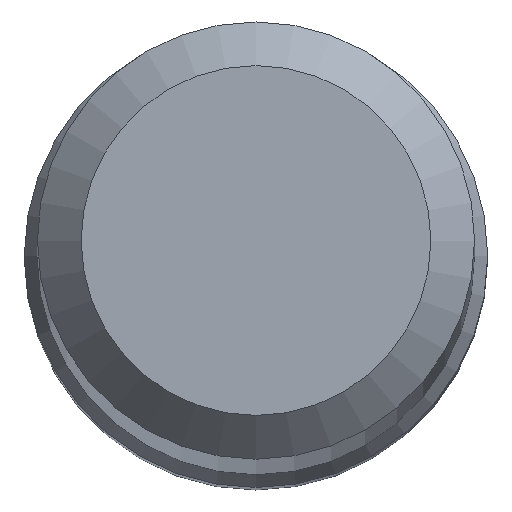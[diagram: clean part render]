
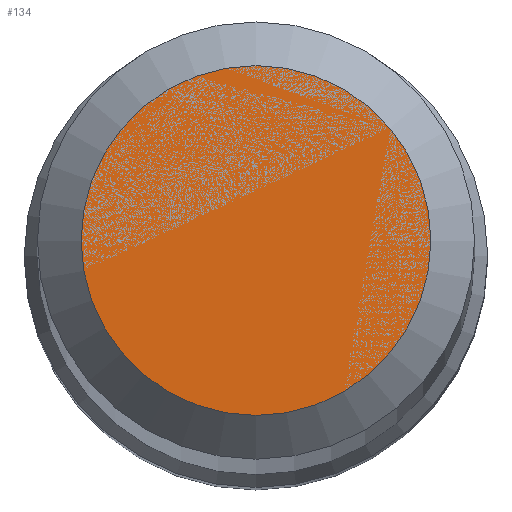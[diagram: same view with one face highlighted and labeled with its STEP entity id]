
A CAD part, top view. The second image highlights one B-rep face of the part: STEP entity #134.
In plain terms, the highlighted planar face has unit normal (0, 0, 1).
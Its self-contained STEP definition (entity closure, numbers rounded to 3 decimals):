
#15 = ORIENTED_EDGE ( 'NONE', *, *, #184, .F. ) ;
#16 = DIRECTION ( 'NONE',  ( 0., 1., 0. ) ) ;
#43 = FACE_OUTER_BOUND ( 'NONE', #128, .T. ) ;
#48 = CARTESIAN_POINT ( 'NONE',  ( 0., 0., 70. ) ) ;
#85 = PLANE ( 'NONE',  #280 ) ;
#128 = EDGE_LOOP ( 'NONE', ( #15 ) ) ;
#134 = ADVANCED_FACE ( 'NONE', ( #43 ), #85, .F. ) ;
#136 = AXIS2_PLACEMENT_3D ( 'NONE', #203, #199, #16 ) ;
#157 = DIRECTION ( 'NONE',  ( 0., 0., -1. ) ) ;
#182 = VERTEX_POINT ( 'NONE', #297 ) ;
#184 = EDGE_CURVE ( 'NONE', #182, #182, #285, .T. ) ;
#199 = DIRECTION ( 'NONE',  ( 0., 0., -1. ) ) ;
#203 = CARTESIAN_POINT ( 'NONE',  ( 0., 0., 70. ) ) ;
#220 = DIRECTION ( 'NONE',  ( 0., 1., 0. ) ) ;
#280 = AXIS2_PLACEMENT_3D ( 'NONE', #48, #157, #220 ) ;
#285 = CIRCLE ( 'NONE', #136, 1.2 ) ;
#297 = CARTESIAN_POINT ( 'NONE',  ( 0., 1.2, 70. ) ) ;
